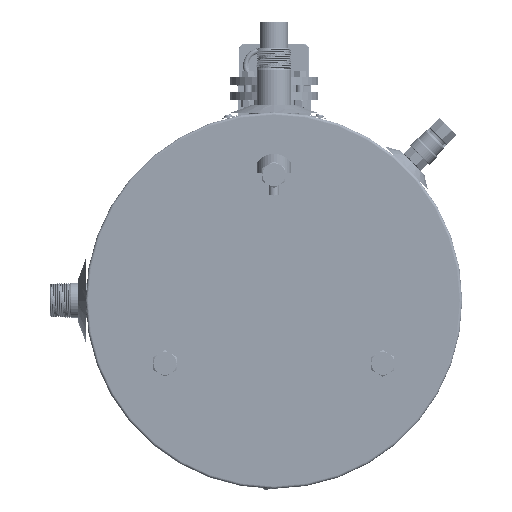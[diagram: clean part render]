
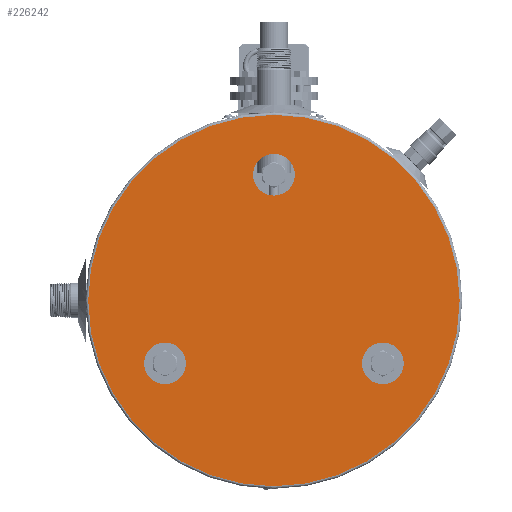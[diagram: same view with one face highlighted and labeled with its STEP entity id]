
A CAD part, front view. The second image highlights one B-rep face of the part: STEP entity #226242.
In plain terms, the highlighted planar face has unit normal (0, -1, 0).
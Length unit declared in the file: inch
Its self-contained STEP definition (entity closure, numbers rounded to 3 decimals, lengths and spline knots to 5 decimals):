
#851 = FACE_BOUND ( 'NONE', #114080, .T. ) ;
#1249 = DIRECTION ( 'NONE',  ( 0., 1., 0. ) ) ;
#7108 = DIRECTION ( 'NONE',  ( 0., 1., 0. ) ) ;
#10529 = VERTEX_POINT ( 'NONE', #100370 ) ;
#16892 = DIRECTION ( 'NONE',  ( 0., 1., 0. ) ) ;
#17143 = EDGE_LOOP ( 'NONE', ( #168378, #134348 ) ) ;
#17237 = AXIS2_PLACEMENT_3D ( 'NONE', #18160, #16892, #92245 ) ;
#18160 = CARTESIAN_POINT ( 'NONE',  ( 5.22307, 0., -3.01554 ) ) ;
#23379 = DIRECTION ( 'NONE',  ( 0., 0., 1. ) ) ;
#24901 = CARTESIAN_POINT ( 'NONE',  ( 5.22307, 0., -3.01554 ) ) ;
#25630 = AXIS2_PLACEMENT_3D ( 'NONE', #195116, #1249, #80309 ) ;
#26105 = CARTESIAN_POINT ( 'NONE',  ( 0., 0., 5.03108 ) ) ;
#26174 = AXIS2_PLACEMENT_3D ( 'NONE', #84434, #26978, #182665 ) ;
#26978 = DIRECTION ( 'NONE',  ( 0., -1., 0. ) ) ;
#29619 = CIRCLE ( 'NONE', #25630, 1. ) ;
#37584 = CARTESIAN_POINT ( 'NONE',  ( 0., 0., -8.905 ) ) ;
#39022 = FACE_BOUND ( 'NONE', #68399, .T. ) ;
#48728 = CARTESIAN_POINT ( 'NONE',  ( 0., 0., 7.03108 ) ) ;
#49098 = DIRECTION ( 'NONE',  ( 0., 0., 1. ) ) ;
#49431 = CIRCLE ( 'NONE', #102288, 1. ) ;
#51424 = CIRCLE ( 'NONE', #194066, 1. ) ;
#58596 = DIRECTION ( 'NONE',  ( 0., 0., 1. ) ) ;
#60064 = CARTESIAN_POINT ( 'NONE',  ( -5.22307, 0., -4.01554 ) ) ;
#63296 = CARTESIAN_POINT ( 'NONE',  ( -5.22307, 0., -2.01554 ) ) ;
#68399 = EDGE_LOOP ( 'NONE', ( #144678, #238303 ) ) ;
#69190 = ORIENTED_EDGE ( 'NONE', *, *, #163121, .T. ) ;
#70397 = EDGE_CURVE ( 'NONE', #89235, #76878, #172802, .T. ) ;
#76878 = VERTEX_POINT ( 'NONE', #155762 ) ;
#78640 = FACE_OUTER_BOUND ( 'NONE', #17143, .T. ) ;
#78927 = EDGE_CURVE ( 'NONE', #76878, #89235, #220655, .T. ) ;
#80309 = DIRECTION ( 'NONE',  ( 0., 0., 1. ) ) ;
#84434 = CARTESIAN_POINT ( 'NONE',  ( 0., 0., 0. ) ) ;
#89235 = VERTEX_POINT ( 'NONE', #37584 ) ;
#92245 = DIRECTION ( 'NONE',  ( 0., 0., 1. ) ) ;
#94929 = ORIENTED_EDGE ( 'NONE', *, *, #103589, .T. ) ;
#98789 = VERTEX_POINT ( 'NONE', #48728 ) ;
#100370 = CARTESIAN_POINT ( 'NONE',  ( 5.22307, 0., -2.01554 ) ) ;
#101491 = DIRECTION ( 'NONE',  ( 0., 0., 1. ) ) ;
#102288 = AXIS2_PLACEMENT_3D ( 'NONE', #173487, #170945, #58596 ) ;
#103589 = EDGE_CURVE ( 'NONE', #249097, #10529, #201989, .T. ) ;
#104106 = CARTESIAN_POINT ( 'NONE',  ( 0., 0., 0. ) ) ;
#107079 = AXIS2_PLACEMENT_3D ( 'NONE', #169561, #210412, #252495 ) ;
#107753 = EDGE_CURVE ( 'NONE', #206208, #128879, #217072, .T. ) ;
#114080 = EDGE_LOOP ( 'NONE', ( #241198, #69190 ) ) ;
#116984 = FACE_BOUND ( 'NONE', #215796, .T. ) ;
#120730 = DIRECTION ( 'NONE',  ( 0., 1., 0. ) ) ;
#128879 = VERTEX_POINT ( 'NONE', #60064 ) ;
#129475 = EDGE_CURVE ( 'NONE', #10529, #249097, #176035, .T. ) ;
#134348 = ORIENTED_EDGE ( 'NONE', *, *, #78927, .T. ) ;
#140845 = DIRECTION ( 'NONE',  ( 0., 1., 0. ) ) ;
#144678 = ORIENTED_EDGE ( 'NONE', *, *, #107753, .T. ) ;
#151139 = DIRECTION ( 'NONE',  ( 0., -1., 0. ) ) ;
#155762 = CARTESIAN_POINT ( 'NONE',  ( 0., 0., 8.905 ) ) ;
#156508 = PLANE ( 'NONE',  #201700 ) ;
#159410 = AXIS2_PLACEMENT_3D ( 'NONE', #250707, #151139, #195657 ) ;
#159662 = EDGE_CURVE ( 'NONE', #128879, #206208, #29619, .T. ) ;
#161194 = AXIS2_PLACEMENT_3D ( 'NONE', #24901, #120730, #101491 ) ;
#163121 = EDGE_CURVE ( 'NONE', #171859, #98789, #51424, .T. ) ;
#164225 = ORIENTED_EDGE ( 'NONE', *, *, #129475, .T. ) ;
#168378 = ORIENTED_EDGE ( 'NONE', *, *, #70397, .T. ) ;
#169561 = CARTESIAN_POINT ( 'NONE',  ( -5.22307, 0., -3.01554 ) ) ;
#169976 = EDGE_CURVE ( 'NONE', #98789, #171859, #49431, .T. ) ;
#170945 = DIRECTION ( 'NONE',  ( 0., 1., 0. ) ) ;
#171859 = VERTEX_POINT ( 'NONE', #26105 ) ;
#172802 = CIRCLE ( 'NONE', #26174, 8.905 ) ;
#173487 = CARTESIAN_POINT ( 'NONE',  ( 0., 0., 6.03108 ) ) ;
#176035 = CIRCLE ( 'NONE', #17237, 1. ) ;
#182665 = DIRECTION ( 'NONE',  ( 0., 0., -1. ) ) ;
#182815 = CARTESIAN_POINT ( 'NONE',  ( 0., 0., 6.03108 ) ) ;
#194066 = AXIS2_PLACEMENT_3D ( 'NONE', #182815, #140845, #23379 ) ;
#195116 = CARTESIAN_POINT ( 'NONE',  ( -5.22307, 0., -3.01554 ) ) ;
#195657 = DIRECTION ( 'NONE',  ( 0., 0., -1. ) ) ;
#201700 = AXIS2_PLACEMENT_3D ( 'NONE', #104106, #7108, #49098 ) ;
#201989 = CIRCLE ( 'NONE', #161194, 1. ) ;
#206208 = VERTEX_POINT ( 'NONE', #63296 ) ;
#210412 = DIRECTION ( 'NONE',  ( 0., 1., 0. ) ) ;
#215796 = EDGE_LOOP ( 'NONE', ( #164225, #94929 ) ) ;
#217072 = CIRCLE ( 'NONE', #107079, 1. ) ;
#220655 = CIRCLE ( 'NONE', #159410, 8.905 ) ;
#226242 = ADVANCED_FACE ( 'NONE', ( #39022, #116984, #851, #78640 ), #156508, .F. ) ;
#232006 = CARTESIAN_POINT ( 'NONE',  ( 5.22307, 0., -4.01554 ) ) ;
#238303 = ORIENTED_EDGE ( 'NONE', *, *, #159662, .T. ) ;
#241198 = ORIENTED_EDGE ( 'NONE', *, *, #169976, .T. ) ;
#249097 = VERTEX_POINT ( 'NONE', #232006 ) ;
#250707 = CARTESIAN_POINT ( 'NONE',  ( 0., 0., 0. ) ) ;
#252495 = DIRECTION ( 'NONE',  ( 0., 0., 1. ) ) ;
